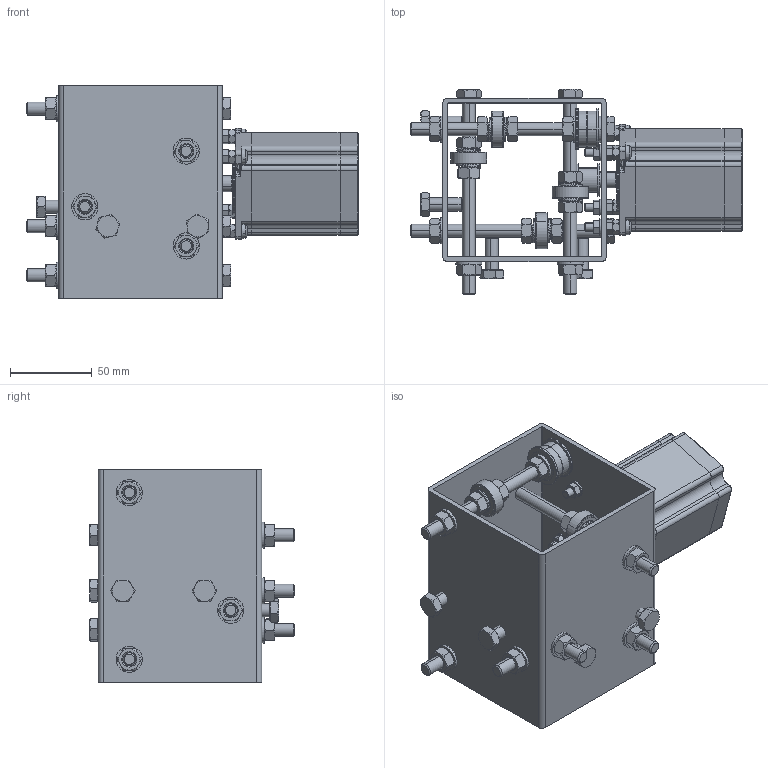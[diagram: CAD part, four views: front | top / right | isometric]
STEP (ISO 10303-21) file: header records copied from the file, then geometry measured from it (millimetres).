
FILE_DESCRIPTION (( 'STEP AP214' ), '1' );
FILE_NAME ('Trolley Y2.STEP', '2016-06-13T07:37:30', ( '' ), ( '' ), 'SwSTEP 2.0', 'SolidWorks 2016', '' );
FILE_SCHEMA (( 'AUTOMOTIVE_DESIGN' ));
Length unit declared in the file: millimetre
Products named in the file (14): Trolley Y2; DIN 934 M5 8.8; Beam Short Y2; Timing pulley; Bearing F608Z; Bearing 608ZZ; Washer DIN 125 5.3; DIN 127 8.5; DIN 934 M8 8.8; DIN 933 M8x120 Grade A 8.8; DIN 7985 M5x25 Grade A2f; NEMA 23 Stepper motor___ _________; DIN 125 8.4 Grade A; DIN 933 M8x20 Grade A 8.8
Assembly tree (85 placements, depth 2):
  Trolley Y2
    Beam Short Y2
    NEMA 23 Stepper motor___ _________
    Timing pulley
    Bearing F608Z  x4
    Bearing 608ZZ  x6
    DIN 933 M8x120 Grade A 8.8  x6
    DIN 933 M8x20 Grade A 8.8  x4
    DIN 7985 M5x25 Grade A2f  x4
    DIN 934 M8 8.8  x20
    DIN 934 M5 8.8  x12
    DIN 125 8.4 Grade A  x10
    Washer DIN 125 5.3  x4
    DIN 127 8.5  x12
Bounding box: 203 x 125.3 x 130 mm (x, y, z)
Volume: 453887.3 mm3; surface area: 217364 mm2
Topology: 97 solids, 125 shells, 2612 faces, 5830 edges, 3483 vertices
Faces by surface type: plane 804, cone 712, cylinder 579, torus 265, bspline 252
Entity records: 33202 total; most frequent: CARTESIAN_POINT 10825, DIRECTION 4498, ORIENTED_EDGE 4368, EDGE_CURVE 2186, AXIS2_PLACEMENT_3D 1887, VERTEX_POINT 1307, EDGE_LOOP 1047, CIRCLE 1008
